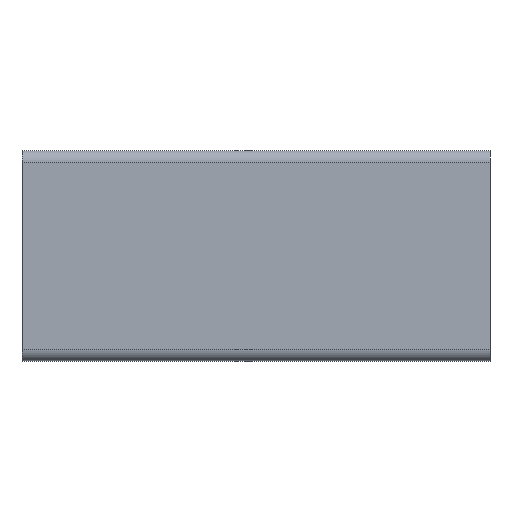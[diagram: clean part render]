
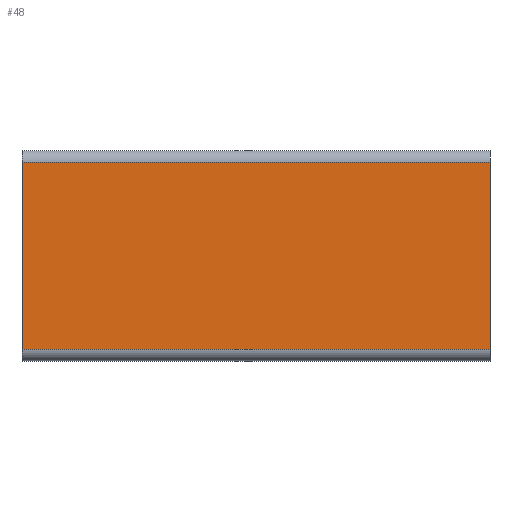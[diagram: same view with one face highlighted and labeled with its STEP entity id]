
A CAD part, top view. The second image highlights one B-rep face of the part: STEP entity #48.
In plain terms, the highlighted planar face has unit normal (0, 0, 1).
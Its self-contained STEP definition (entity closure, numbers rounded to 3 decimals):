
#2 = EDGE_CURVE ( 'NONE', #509, #2214, #2629, .T. ) ;
#22 = ORIENTED_EDGE ( 'NONE', *, *, #2804, .T. ) ;
#33 = VERTEX_POINT ( 'NONE', #922 ) ;
#46 = VECTOR ( 'NONE', #2265, 1000. ) ;
#48 = ADVANCED_FACE ( 'NONE', ( #1308 ), #265, .F. ) ;
#139 = VERTEX_POINT ( 'NONE', #697 ) ;
#247 = VECTOR ( 'NONE', #1493, 1000. ) ;
#265 = PLANE ( 'NONE',  #395 ) ;
#383 = CARTESIAN_POINT ( 'NONE',  ( 59.184, 34.898, 22.5 ) ) ;
#395 = AXIS2_PLACEMENT_3D ( 'NONE', #1783, #2430, #1569 ) ;
#509 = VERTEX_POINT ( 'NONE', #2578 ) ;
#614 = DIRECTION ( 'NONE',  ( 0., -1., 0. ) ) ;
#697 = CARTESIAN_POINT ( 'NONE',  ( 59.184, 74.898, 22.5 ) ) ;
#731 = LINE ( 'NONE', #2710, #46 ) ;
#744 = EDGE_LOOP ( 'NONE', ( #22, #1837, #1446, #2157 ) ) ;
#922 = CARTESIAN_POINT ( 'NONE',  ( -40.816, 74.898, 22.5 ) ) ;
#956 = LINE ( 'NONE', #2755, #2346 ) ;
#1075 = DIRECTION ( 'NONE',  ( 0., -1., 0. ) ) ;
#1308 = FACE_OUTER_BOUND ( 'NONE', #744, .T. ) ;
#1312 = CARTESIAN_POINT ( 'NONE',  ( -40.816, 34.898, 22.5 ) ) ;
#1446 = ORIENTED_EDGE ( 'NONE', *, *, #2775, .F. ) ;
#1493 = DIRECTION ( 'NONE',  ( -1., 0., 0. ) ) ;
#1569 = DIRECTION ( 'NONE',  ( 0., 1., 0. ) ) ;
#1783 = CARTESIAN_POINT ( 'NONE',  ( 59.184, 34.898, 22.5 ) ) ;
#1837 = ORIENTED_EDGE ( 'NONE', *, *, #2, .F. ) ;
#1985 = EDGE_CURVE ( 'NONE', #139, #33, #731, .T. ) ;
#2119 = VECTOR ( 'NONE', #614, 1000. ) ;
#2157 = ORIENTED_EDGE ( 'NONE', *, *, #1985, .T. ) ;
#2214 = VERTEX_POINT ( 'NONE', #1312 ) ;
#2265 = DIRECTION ( 'NONE',  ( -1., 0., 0. ) ) ;
#2346 = VECTOR ( 'NONE', #1075, 1000. ) ;
#2430 = DIRECTION ( 'NONE',  ( 0., 0., -1. ) ) ;
#2578 = CARTESIAN_POINT ( 'NONE',  ( 59.184, 34.898, 22.5 ) ) ;
#2629 = LINE ( 'NONE', #2797, #247 ) ;
#2681 = LINE ( 'NONE', #383, #2119 ) ;
#2710 = CARTESIAN_POINT ( 'NONE',  ( 59.184, 74.898, 22.5 ) ) ;
#2755 = CARTESIAN_POINT ( 'NONE',  ( -40.816, 34.898, 22.5 ) ) ;
#2775 = EDGE_CURVE ( 'NONE', #139, #509, #2681, .T. ) ;
#2797 = CARTESIAN_POINT ( 'NONE',  ( 59.184, 34.898, 22.5 ) ) ;
#2804 = EDGE_CURVE ( 'NONE', #33, #2214, #956, .T. ) ;
